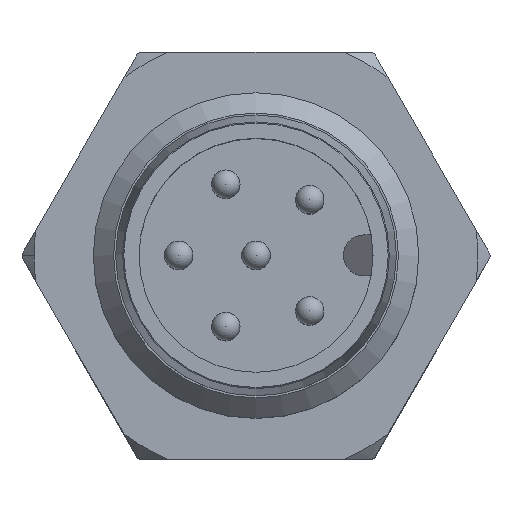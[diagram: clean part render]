
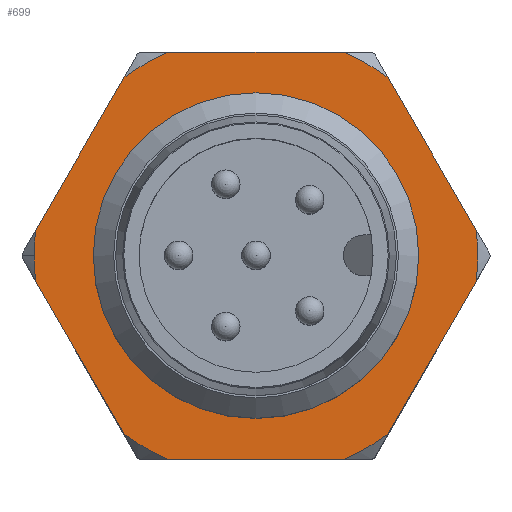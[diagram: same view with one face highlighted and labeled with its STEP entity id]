
A CAD part, top view. The second image highlights one B-rep face of the part: STEP entity #699.
In plain terms, the highlighted planar face has unit normal (0, 0, 1).
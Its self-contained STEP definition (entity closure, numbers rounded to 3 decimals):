
#498=LINE('',#2871,#581);
#499=LINE('',#2876,#582);
#500=LINE('',#2880,#583);
#501=LINE('',#2884,#584);
#502=LINE('',#2890,#585);
#503=LINE('',#2894,#586);
#581=VECTOR('',#2339,1.);
#582=VECTOR('',#2342,1.);
#583=VECTOR('',#2345,1.);
#584=VECTOR('',#2348,1.);
#585=VECTOR('',#2353,1.);
#586=VECTOR('',#2356,1.);
#699=ADVANCED_FACE('',(#847,#848),#802,.T.);
#802=PLANE('',#2075);
#847=FACE_BOUND('',#947,.T.);
#848=FACE_BOUND('',#948,.T.);
#947=EDGE_LOOP('',(#1142));
#948=EDGE_LOOP('',(#1143,#1144,#1145,#1146,#1147,#1148,#1149,#1150,#1151,
#1152,#1153,#1154,#1155));
#1142=ORIENTED_EDGE('',*,*,#1743,.F.);
#1143=ORIENTED_EDGE('',*,*,#1744,.T.);
#1144=ORIENTED_EDGE('',*,*,#1745,.T.);
#1145=ORIENTED_EDGE('',*,*,#1746,.T.);
#1146=ORIENTED_EDGE('',*,*,#1747,.T.);
#1147=ORIENTED_EDGE('',*,*,#1748,.T.);
#1148=ORIENTED_EDGE('',*,*,#1749,.T.);
#1149=ORIENTED_EDGE('',*,*,#1750,.T.);
#1150=ORIENTED_EDGE('',*,*,#1751,.T.);
#1151=ORIENTED_EDGE('',*,*,#1752,.T.);
#1152=ORIENTED_EDGE('',*,*,#1753,.T.);
#1153=ORIENTED_EDGE('',*,*,#1754,.T.);
#1154=ORIENTED_EDGE('',*,*,#1755,.T.);
#1155=ORIENTED_EDGE('',*,*,#1756,.T.);
#1573=VERTEX_POINT('',#2870);
#1574=VERTEX_POINT('',#2872);
#1575=VERTEX_POINT('',#2873);
#1576=VERTEX_POINT('',#2875);
#1577=VERTEX_POINT('',#2877);
#1578=VERTEX_POINT('',#2879);
#1579=VERTEX_POINT('',#2881);
#1580=VERTEX_POINT('',#2883);
#1581=VERTEX_POINT('',#2885);
#1582=VERTEX_POINT('',#2887);
#1583=VERTEX_POINT('',#2889);
#1584=VERTEX_POINT('',#2891);
#1585=VERTEX_POINT('',#2893);
#1586=VERTEX_POINT('',#2895);
#1743=EDGE_CURVE('',#1573,#1573,#1948,.T.);
#1744=EDGE_CURVE('',#1574,#1575,#498,.T.);
#1745=EDGE_CURVE('',#1575,#1576,#1949,.T.);
#1746=EDGE_CURVE('',#1576,#1577,#499,.T.);
#1747=EDGE_CURVE('',#1577,#1578,#1950,.T.);
#1748=EDGE_CURVE('',#1578,#1579,#500,.T.);
#1749=EDGE_CURVE('',#1579,#1580,#1951,.T.);
#1750=EDGE_CURVE('',#1580,#1581,#501,.T.);
#1751=EDGE_CURVE('',#1581,#1582,#1952,.T.);
#1752=EDGE_CURVE('',#1582,#1583,#1953,.T.);
#1753=EDGE_CURVE('',#1583,#1584,#502,.T.);
#1754=EDGE_CURVE('',#1584,#1585,#1954,.T.);
#1755=EDGE_CURVE('',#1585,#1586,#503,.T.);
#1756=EDGE_CURVE('',#1586,#1574,#1955,.T.);
#1948=CIRCLE('',#2067,4.);
#1949=CIRCLE('',#2068,5.45);
#1950=CIRCLE('',#2069,5.45);
#1951=CIRCLE('',#2070,5.45);
#1952=CIRCLE('',#2071,5.45);
#1953=CIRCLE('',#2072,5.45);
#1954=CIRCLE('',#2073,5.45);
#1955=CIRCLE('',#2074,5.45);
#2067=AXIS2_PLACEMENT_3D('',#2869,#2337,#2338);
#2068=AXIS2_PLACEMENT_3D('',#2874,#2340,#2341);
#2069=AXIS2_PLACEMENT_3D('',#2878,#2343,#2344);
#2070=AXIS2_PLACEMENT_3D('',#2882,#2346,#2347);
#2071=AXIS2_PLACEMENT_3D('',#2886,#2349,#2350);
#2072=AXIS2_PLACEMENT_3D('',#2888,#2351,#2352);
#2073=AXIS2_PLACEMENT_3D('',#2892,#2354,#2355);
#2074=AXIS2_PLACEMENT_3D('',#2896,#2357,#2358);
#2075=AXIS2_PLACEMENT_3D('',#2897,#2359,#2360);
#2337=DIRECTION('',(0.,0.,1.));
#2338=DIRECTION('',(1.,0.,0.));
#2339=DIRECTION('',(0.5,0.866,0.));
#2340=DIRECTION('',(0.,0.,1.));
#2341=DIRECTION('',(1.,0.,0.));
#2342=DIRECTION('',(-0.5,0.866,0.));
#2343=DIRECTION('',(0.,0.,1.));
#2344=DIRECTION('',(1.,0.,0.));
#2345=DIRECTION('',(-1.,0.,0.));
#2346=DIRECTION('',(0.,0.,1.));
#2347=DIRECTION('',(1.,0.,0.));
#2348=DIRECTION('',(-0.5,-0.866,0.));
#2349=DIRECTION('',(0.,0.,1.));
#2350=DIRECTION('',(1.,0.,0.));
#2351=DIRECTION('',(0.,0.,1.));
#2352=DIRECTION('',(1.,0.,0.));
#2353=DIRECTION('',(0.5,-0.866,0.));
#2354=DIRECTION('',(0.,0.,1.));
#2355=DIRECTION('',(1.,0.,0.));
#2356=DIRECTION('',(1.,0.,0.));
#2357=DIRECTION('',(0.,0.,1.));
#2358=DIRECTION('',(1.,0.,0.));
#2359=DIRECTION('',(0.,0.,1.));
#2360=DIRECTION('',(1.,0.,0.));
#2869=CARTESIAN_POINT('',(-230.,10.,0.5));
#2870=CARTESIAN_POINT('',(-234.,10.,0.5));
#2871=CARTESIAN_POINT('',(-225.67,7.5,0.5));
#2872=CARTESIAN_POINT('',(-226.754,5.622,0.5));
#2873=CARTESIAN_POINT('',(-224.586,9.378,0.5));
#2874=CARTESIAN_POINT('',(-230.,10.,0.5));
#2875=CARTESIAN_POINT('',(-224.586,10.622,0.5));
#2876=CARTESIAN_POINT('',(-225.67,12.5,0.5));
#2877=CARTESIAN_POINT('',(-226.754,14.378,0.5));
#2878=CARTESIAN_POINT('',(-230.,10.,0.5));
#2879=CARTESIAN_POINT('',(-227.831,15.,0.5));
#2880=CARTESIAN_POINT('',(-230.,15.,0.5));
#2881=CARTESIAN_POINT('',(-232.169,15.,0.5));
#2882=CARTESIAN_POINT('',(-230.,10.,0.5));
#2883=CARTESIAN_POINT('',(-233.246,14.378,0.5));
#2884=CARTESIAN_POINT('',(-234.33,12.5,0.5));
#2885=CARTESIAN_POINT('',(-235.414,10.622,0.5));
#2886=CARTESIAN_POINT('',(-230.,10.,0.5));
#2887=CARTESIAN_POINT('',(-235.45,10.,0.5));
#2888=CARTESIAN_POINT('',(-230.,10.,0.5));
#2889=CARTESIAN_POINT('',(-235.414,9.378,0.5));
#2890=CARTESIAN_POINT('',(-234.33,7.5,0.5));
#2891=CARTESIAN_POINT('',(-233.246,5.622,0.5));
#2892=CARTESIAN_POINT('',(-230.,10.,0.5));
#2893=CARTESIAN_POINT('',(-232.169,5.,0.5));
#2894=CARTESIAN_POINT('',(-230.,5.,0.5));
#2895=CARTESIAN_POINT('',(-227.831,5.,0.5));
#2896=CARTESIAN_POINT('',(-230.,10.,0.5));
#2897=CARTESIAN_POINT('',(-230.,10.,0.5));
